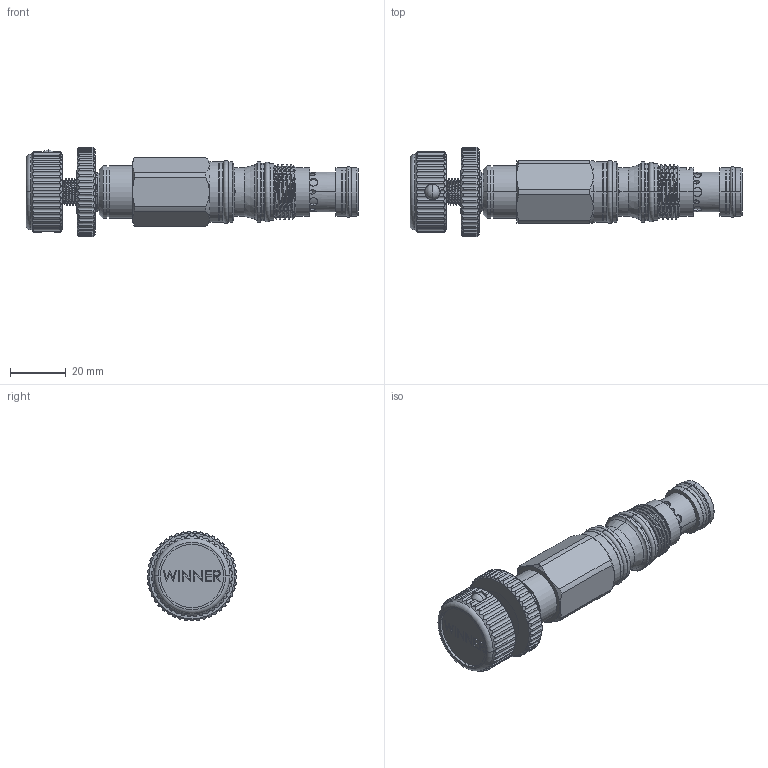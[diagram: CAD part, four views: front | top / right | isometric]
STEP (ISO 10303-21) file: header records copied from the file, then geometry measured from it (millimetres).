
FILE_DESCRIPTION (( 'STEP AP203' ), '1' );
FILE_NAME ('SD11A30-K.STEP', '2021-08-02T05:59:42', ( '' ), ( '' ), 'SwSTEP 2.0', 'SolidWorks 2018', '' );
FILE_SCHEMA (( 'CONFIG_CONTROL_DESIGN' ));
Length unit declared in the file: millimetre
Products named in the file (1): SD11A30-K
Bounding box: 119 x 32.2 x 32.18 mm (x, y, z)
Volume: 42152.5 mm3; surface area: 13885.3 mm2
Topology: 2 solids, 2 shells, 579 faces, 1530 edges, 998 vertices
Faces by surface type: cylinder 380, plane 122, cone 44, torus 18, bspline 13, sphere 2
Entity records: 28812 total; most frequent: CARTESIAN_POINT 15089, ORIENTED_EDGE 3060, DIRECTION 2596, EDGE_CURVE 1530, VERTEX_POINT 998, AXIS2_PLACEMENT_3D 986, VECTOR 624, LINE 624
